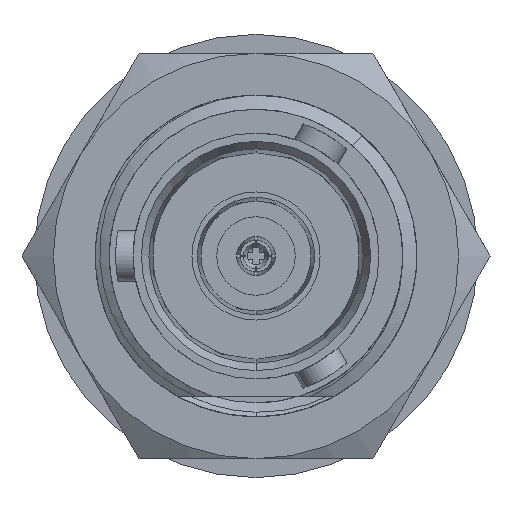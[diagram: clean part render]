
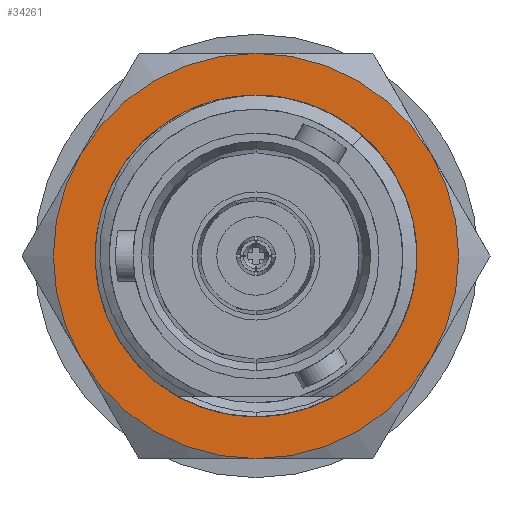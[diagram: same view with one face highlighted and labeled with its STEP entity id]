
A CAD part, left-side view. The second image highlights one B-rep face of the part: STEP entity #34261.
In plain terms, the highlighted face is planar.
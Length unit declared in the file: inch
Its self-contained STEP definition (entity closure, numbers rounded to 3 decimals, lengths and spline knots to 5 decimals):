
#124 = DIRECTION ( 'NONE',  ( 0., 0., 1. ) ) ;
#238 = AXIS2_PLACEMENT_3D ( 'NONE', #10256, #31298, #6967 ) ;
#936 = CARTESIAN_POINT ( 'NONE',  ( 0.04921, -0.24965, -0.02306 ) ) ;
#980 = AXIS2_PLACEMENT_3D ( 'NONE', #12733, #17110, #46085 ) ;
#1492 = ORIENTED_EDGE ( 'NONE', *, *, #1829, .F. ) ;
#1829 = EDGE_CURVE ( 'NONE', #32910, #31183, #40924, .T. ) ;
#2006 = CARTESIAN_POINT ( 'NONE',  ( 0.04921, 0., 0.25 ) ) ;
#2125 = CARTESIAN_POINT ( 'NONE',  ( 0.04921, 0., 0. ) ) ;
#5304 = CARTESIAN_POINT ( 'NONE',  ( 0.04921, -0.22343, -0.11374 ) ) ;
#5334 = AXIS2_PLACEMENT_3D ( 'NONE', #42781, #8333, #17924 ) ;
#5616 = VERTEX_POINT ( 'NONE', #31207 ) ;
#6380 = ORIENTED_EDGE ( 'NONE', *, *, #13922, .F. ) ;
#6967 = DIRECTION ( 'NONE',  ( 0., 0., 1. ) ) ;
#8333 = DIRECTION ( 'NONE',  ( -1., 0., 0. ) ) ;
#8527 = EDGE_CURVE ( 'NONE', #16263, #5616, #16819, .T. ) ;
#9636 = DIRECTION ( 'NONE',  ( -1., 0., 0. ) ) ;
#9980 = CARTESIAN_POINT ( 'NONE',  ( 0.04921, 0., 0. ) ) ;
#10087 = EDGE_CURVE ( 'NONE', #14155, #40233, #38370, .T. ) ;
#10256 = CARTESIAN_POINT ( 'NONE',  ( 0.04921, 0., 0. ) ) ;
#10509 = DIRECTION ( 'NONE',  ( 0., 0., -1. ) ) ;
#11008 = EDGE_CURVE ( 'NONE', #45316, #13156, #46302, .T. ) ;
#11265 = AXIS2_PLACEMENT_3D ( 'NONE', #49338, #53992, #124 ) ;
#12733 = CARTESIAN_POINT ( 'NONE',  ( 0.04921, 0., 0. ) ) ;
#12921 = EDGE_CURVE ( 'NONE', #31183, #45316, #48055, .T. ) ;
#13028 = CIRCLE ( 'NONE', #20881, 0.25 ) ;
#13156 = VERTEX_POINT ( 'NONE', #33424 ) ;
#13922 = EDGE_CURVE ( 'NONE', #13156, #14155, #22804, .T. ) ;
#14155 = VERTEX_POINT ( 'NONE', #42799 ) ;
#14883 = DIRECTION ( 'NONE',  ( 1., 0., 0. ) ) ;
#15253 = B_SPLINE_CURVE_WITH_KNOTS ( 'NONE', 3,
 ( #50722, #51249, #47140, #21450, #5304, #46042, #21990, #17624, #42228, #936, #37524, #34260 ),
 .UNSPECIFIED., .F., .F.,
 ( 4, 2, 2, 2, 2, 4 ),
 ( 0., 0.00146, 0.00291, 0.00364, 0.00437, 0.00583 ),
 .UNSPECIFIED. ) ;
#15414 = ORIENTED_EDGE ( 'NONE', *, *, #19677, .T. ) ;
#15645 = CIRCLE ( 'NONE', #11265, 0.25 ) ;
#16263 = VERTEX_POINT ( 'NONE', #2006 ) ;
#16819 = CIRCLE ( 'NONE', #238, 0.25 ) ;
#17110 = DIRECTION ( 'NONE',  ( -1., 0., 0. ) ) ;
#17624 = CARTESIAN_POINT ( 'NONE',  ( 0.04921, -0.24284, -0.06017 ) ) ;
#17924 = DIRECTION ( 'NONE',  ( 0., 0., 1. ) ) ;
#18554 = DIRECTION ( 'NONE',  ( -1., 0., 0. ) ) ;
#19677 = EDGE_CURVE ( 'NONE', #41029, #24013, #15253, .T. ) ;
#20780 = CARTESIAN_POINT ( 'NONE',  ( 0.04921, -0.27276, -0.15748 ) ) ;
#20881 = AXIS2_PLACEMENT_3D ( 'NONE', #2125, #18554, #27543 ) ;
#21450 = CARTESIAN_POINT ( 'NONE',  ( 0.04921, -0.21425, -0.13023 ) ) ;
#21636 = EDGE_CURVE ( 'NONE', #40233, #32910, #31514, .T. ) ;
#21990 = CARTESIAN_POINT ( 'NONE',  ( 0.04921, -0.23757, -0.07843 ) ) ;
#22255 = DIRECTION ( 'NONE',  ( -1., 0., 0. ) ) ;
#22804 = CIRCLE ( 'NONE', #980, 0.31496 ) ;
#23098 = PLANE ( 'NONE',  #23754 ) ;
#23754 = AXIS2_PLACEMENT_3D ( 'NONE', #23903, #14883, #10509 ) ;
#23903 = CARTESIAN_POINT ( 'NONE',  ( 0.04921, 0., 0. ) ) ;
#24013 = VERTEX_POINT ( 'NONE', #48126 ) ;
#24419 = EDGE_CURVE ( 'NONE', #24013, #16263, #13028, .T. ) ;
#25339 = AXIS2_PLACEMENT_3D ( 'NONE', #35032, #9636, #50968 ) ;
#26294 = EDGE_CURVE ( 'NONE', #5616, #41029, #15645, .T. ) ;
#26654 = DIRECTION ( 'NONE',  ( -1., 0., 0. ) ) ;
#27027 = CARTESIAN_POINT ( 'NONE',  ( 0.04921, -0.16474, -0.18805 ) ) ;
#27401 = ORIENTED_EDGE ( 'NONE', *, *, #26294, .T. ) ;
#27543 = DIRECTION ( 'NONE',  ( 0., 0., 1. ) ) ;
#27808 = DIRECTION ( 'NONE',  ( -1., 0., 0. ) ) ;
#29686 = AXIS2_PLACEMENT_3D ( 'NONE', #9980, #26654, #43063 ) ;
#31183 = VERTEX_POINT ( 'NONE', #49602 ) ;
#31207 = CARTESIAN_POINT ( 'NONE',  ( 0.04921, 0., -0.25 ) ) ;
#31298 = DIRECTION ( 'NONE',  ( -1., 0., 0. ) ) ;
#31514 = CIRCLE ( 'NONE', #5334, 0.31496 ) ;
#32081 = FACE_BOUND ( 'NONE', #49485, .T. ) ;
#32910 = VERTEX_POINT ( 'NONE', #20780 ) ;
#33424 = CARTESIAN_POINT ( 'NONE',  ( 0.04921, 0.27276, 0.15748 ) ) ;
#34260 = CARTESIAN_POINT ( 'NONE',  ( 0.04921, -0.24954, 0.01508 ) ) ;
#34261 = ADVANCED_FACE ( 'NONE', ( #32081, #43883 ), #23098, .T. ) ;
#34265 = CARTESIAN_POINT ( 'NONE',  ( 0.04921, 0., 0.31496 ) ) ;
#34476 = ORIENTED_EDGE ( 'NONE', *, *, #11008, .F. ) ;
#35032 = CARTESIAN_POINT ( 'NONE',  ( 0.04921, 0., 0. ) ) ;
#35065 = DIRECTION ( 'NONE',  ( 0., 0., 1. ) ) ;
#36819 = ORIENTED_EDGE ( 'NONE', *, *, #10087, .F. ) ;
#37524 = CARTESIAN_POINT ( 'NONE',  ( 0.04921, -0.2507, -0.00401 ) ) ;
#38370 = CIRCLE ( 'NONE', #45388, 0.31496 ) ;
#39417 = ORIENTED_EDGE ( 'NONE', *, *, #21636, .F. ) ;
#40233 = VERTEX_POINT ( 'NONE', #41882 ) ;
#40924 = CIRCLE ( 'NONE', #45310, 0.31496 ) ;
#41029 = VERTEX_POINT ( 'NONE', #27027 ) ;
#41153 = EDGE_LOOP ( 'NONE', ( #39417, #36819, #6380, #34476, #44384, #1492 ) ) ;
#41882 = CARTESIAN_POINT ( 'NONE',  ( 0.04921, 0., -0.31496 ) ) ;
#42228 = CARTESIAN_POINT ( 'NONE',  ( 0.04921, -0.24493, -0.05095 ) ) ;
#42462 = ORIENTED_EDGE ( 'NONE', *, *, #24419, .T. ) ;
#42781 = CARTESIAN_POINT ( 'NONE',  ( 0.04921, 0., 0. ) ) ;
#42799 = CARTESIAN_POINT ( 'NONE',  ( 0.04921, 0.27276, -0.15748 ) ) ;
#43027 = CARTESIAN_POINT ( 'NONE',  ( 0.04921, 0., 0. ) ) ;
#43063 = DIRECTION ( 'NONE',  ( 0., 0., 1. ) ) ;
#43883 = FACE_OUTER_BOUND ( 'NONE', #41153, .T. ) ;
#44384 = ORIENTED_EDGE ( 'NONE', *, *, #12921, .F. ) ;
#45310 = AXIS2_PLACEMENT_3D ( 'NONE', #49157, #27808, #52995 ) ;
#45316 = VERTEX_POINT ( 'NONE', #34265 ) ;
#45388 = AXIS2_PLACEMENT_3D ( 'NONE', #43027, #22255, #35065 ) ;
#46042 = CARTESIAN_POINT ( 'NONE',  ( 0.04921, -0.23438, -0.08749 ) ) ;
#46085 = DIRECTION ( 'NONE',  ( 0., 0., 1. ) ) ;
#46302 = CIRCLE ( 'NONE', #25339, 0.31496 ) ;
#47140 = CARTESIAN_POINT ( 'NONE',  ( 0.04921, -0.19204, -0.16119 ) ) ;
#48055 = CIRCLE ( 'NONE', #29686, 0.31496 ) ;
#48126 = CARTESIAN_POINT ( 'NONE',  ( 0.04921, -0.24954, 0.01508 ) ) ;
#49157 = CARTESIAN_POINT ( 'NONE',  ( 0.04921, 0., 0. ) ) ;
#49338 = CARTESIAN_POINT ( 'NONE',  ( 0.04921, 0., 0. ) ) ;
#49485 = EDGE_LOOP ( 'NONE', ( #15414, #42462, #53655, #27401 ) ) ;
#49602 = CARTESIAN_POINT ( 'NONE',  ( 0.04921, -0.27276, 0.15748 ) ) ;
#50722 = CARTESIAN_POINT ( 'NONE',  ( 0.04921, -0.16474, -0.18805 ) ) ;
#50968 = DIRECTION ( 'NONE',  ( 0., 0., 1. ) ) ;
#51249 = CARTESIAN_POINT ( 'NONE',  ( 0.04921, -0.17913, -0.17544 ) ) ;
#52995 = DIRECTION ( 'NONE',  ( 0., 0., 1. ) ) ;
#53655 = ORIENTED_EDGE ( 'NONE', *, *, #8527, .T. ) ;
#53992 = DIRECTION ( 'NONE',  ( -1., 0., 0. ) ) ;
